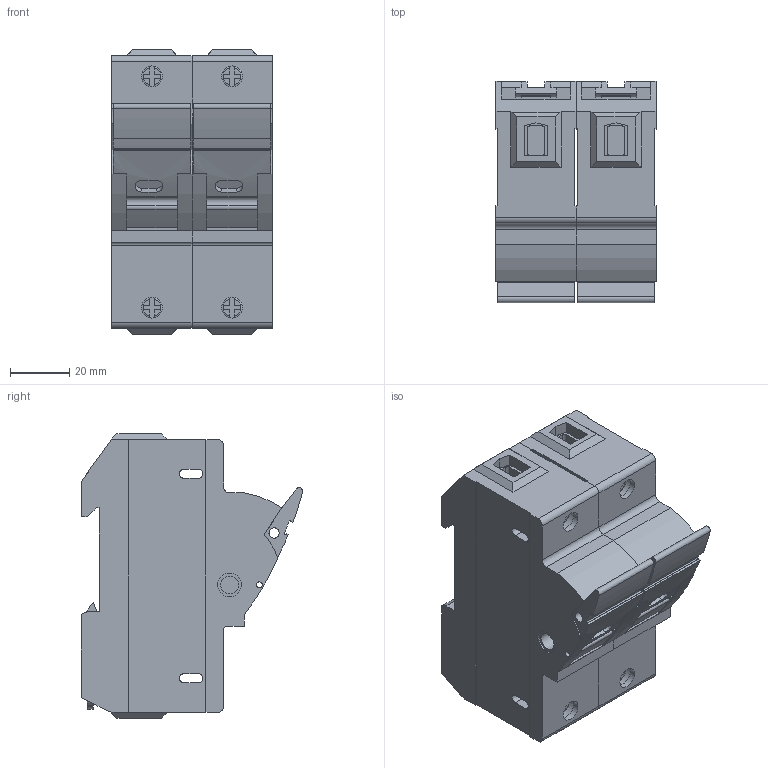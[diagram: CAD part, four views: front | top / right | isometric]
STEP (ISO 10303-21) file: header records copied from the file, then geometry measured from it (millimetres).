
FILE_DESCRIPTION(/* description */ ('STEP AP214'),/* implementation_level */ '2;1');
FILE_NAME(/* name */ '31116',/* time_stamp */ '2024-11-11T16:50:51+01:00',/* author */ ('License CC BY-ND 4.0'),/* organization */ ('CADENAS'),/* preprocessor_version */ 'ST-DEVELOPER v19.3',/* originating_system */ 'PARTsolutions',/* authorisation */ ' ');
FILE_SCHEMA (('AUTOMOTIVE_DESIGN {1 0 10303 214 3 1 1}'));
Length unit declared in the file: millimetre
Products named in the file (6): 31116; 79604000+7960500012; 79604000+7960500001; 79606000_Schnapp; 30104000; 79613000_Handhabe
Assembly tree (10 placements, depth 2):
  31116
    79604000+7960500012
    79604000+7960500001
    79606000_Schnapp  x2
    30104000  x4
    79613000_Handhabe  x2
Bounding box: 54 x 74.6 x 96 mm (x, y, z)
Volume: 240683.8 mm3; surface area: 64254.8 mm2
Topology: 10 solids, 10 shells, 580 faces, 1598 edges, 1048 vertices
Faces by surface type: plane 438, cylinder 134, torus 8
Full cylindrical faces by diameter (mm): 2 x4, 3.5 x2, 4 x4, 6 x4, 7 x4, 8 x12, 10 x4
Entity records: 12046 total; most frequent: CARTESIAN_POINT 2192, ORIENTED_EDGE 2018, DIRECTION 1951, EDGE_CURVE 1009, LINE 797, VECTOR 797, VERTEX_POINT 672, AXIS2_PLACEMENT_3D 577
